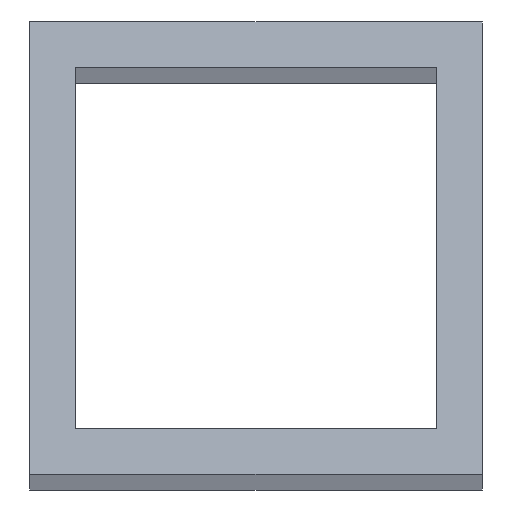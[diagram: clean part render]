
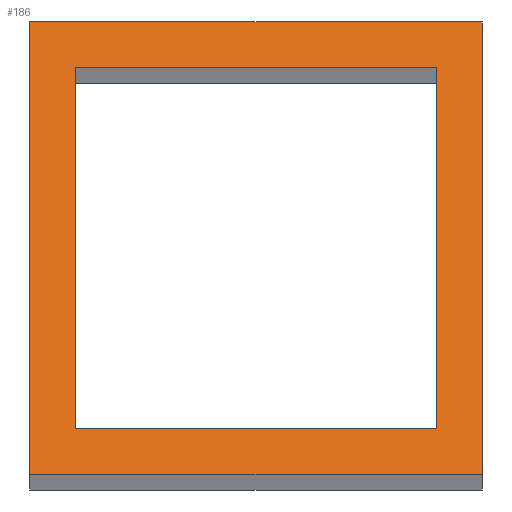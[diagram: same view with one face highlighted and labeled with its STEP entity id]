
A CAD part, top view. The second image highlights one B-rep face of the part: STEP entity #186.
In plain terms, the highlighted planar face has unit normal (0, 0.309, 0.951).
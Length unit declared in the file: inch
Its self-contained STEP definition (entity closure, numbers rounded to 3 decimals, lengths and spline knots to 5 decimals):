
#15=FACE_BOUND('',#29,.T.);
#18=FACE_OUTER_BOUND('',#28,.T.);
#28=EDGE_LOOP('',(#131,#132,#133,#134));
#29=EDGE_LOOP('',(#135,#136,#137,#138));
#39=LINE('',#263,#63);
#43=LINE('',#271,#67);
#44=LINE('',#273,#68);
#45=LINE('',#274,#69);
#46=LINE('',#277,#70);
#47=LINE('',#279,#71);
#48=LINE('',#281,#72);
#49=LINE('',#282,#73);
#63=VECTOR('',#217,1.25);
#67=VECTOR('',#223,1.31433);
#68=VECTOR('',#224,1.31433);
#69=VECTOR('',#225,1.25);
#70=VECTOR('',#226,1.);
#71=VECTOR('',#227,1.05146);
#72=VECTOR('',#228,1.);
#73=VECTOR('',#229,1.05146);
#87=VERTEX_POINT('',#261);
#88=VERTEX_POINT('',#262);
#91=VERTEX_POINT('',#270);
#92=VERTEX_POINT('',#272);
#93=VERTEX_POINT('',#275);
#94=VERTEX_POINT('',#276);
#95=VERTEX_POINT('',#278);
#96=VERTEX_POINT('',#280);
#103=EDGE_CURVE('',#87,#88,#39,.T.);
#107=EDGE_CURVE('',#91,#88,#43,.T.);
#108=EDGE_CURVE('',#87,#92,#44,.T.);
#109=EDGE_CURVE('',#91,#92,#45,.T.);
#110=EDGE_CURVE('',#93,#94,#46,.T.);
#111=EDGE_CURVE('',#94,#95,#47,.T.);
#112=EDGE_CURVE('',#95,#96,#48,.T.);
#113=EDGE_CURVE('',#96,#93,#49,.T.);
#131=ORIENTED_EDGE('',*,*,#107,.T.);
#132=ORIENTED_EDGE('',*,*,#103,.F.);
#133=ORIENTED_EDGE('',*,*,#108,.T.);
#134=ORIENTED_EDGE('',*,*,#109,.F.);
#135=ORIENTED_EDGE('',*,*,#110,.T.);
#136=ORIENTED_EDGE('',*,*,#111,.T.);
#137=ORIENTED_EDGE('',*,*,#112,.T.);
#138=ORIENTED_EDGE('',*,*,#113,.T.);
#176=PLANE('',#204);
#186=ADVANCED_FACE('',(#18,#15),#176,.F.);
#204=AXIS2_PLACEMENT_3D('',#269,#221,#222);
#217=DIRECTION('',(-1.,0.,0.));
#221=DIRECTION('center_axis',(0.,-0.309,-0.951));
#222=DIRECTION('ref_axis',(0.,0.951,-0.309));
#223=DIRECTION('',(0.,-0.951,0.309));
#224=DIRECTION('',(0.,0.951,-0.309));
#225=DIRECTION('',(1.,0.,0.));
#226=DIRECTION('',(-1.,0.,0.));
#227=DIRECTION('',(0.,0.951,-0.309));
#228=DIRECTION('',(1.,0.,0.));
#229=DIRECTION('',(0.,-0.951,0.309));
#261=CARTESIAN_POINT('',(1.25,0.,25.67));
#262=CARTESIAN_POINT('',(0.,0.,25.67));
#263=CARTESIAN_POINT('',(1.25,0.,25.67));
#269=CARTESIAN_POINT('Origin',(1.25,0.,25.67));
#270=CARTESIAN_POINT('',(0.,1.25,25.26385));
#271=CARTESIAN_POINT('',(0.,1.25,25.26385));
#272=CARTESIAN_POINT('',(1.25,1.25,25.26385));
#273=CARTESIAN_POINT('',(1.25,0.,25.67));
#274=CARTESIAN_POINT('',(0.,1.25,25.26385));
#275=CARTESIAN_POINT('',(1.125,0.125,25.62939));
#276=CARTESIAN_POINT('',(0.125,0.125,25.62939));
#277=CARTESIAN_POINT('',(1.125,0.125,25.62939));
#278=CARTESIAN_POINT('',(0.125,1.125,25.30447));
#279=CARTESIAN_POINT('',(0.125,0.125,25.62939));
#280=CARTESIAN_POINT('',(1.125,1.125,25.30447));
#281=CARTESIAN_POINT('',(0.125,1.125,25.30447));
#282=CARTESIAN_POINT('',(1.125,1.125,25.30447));
